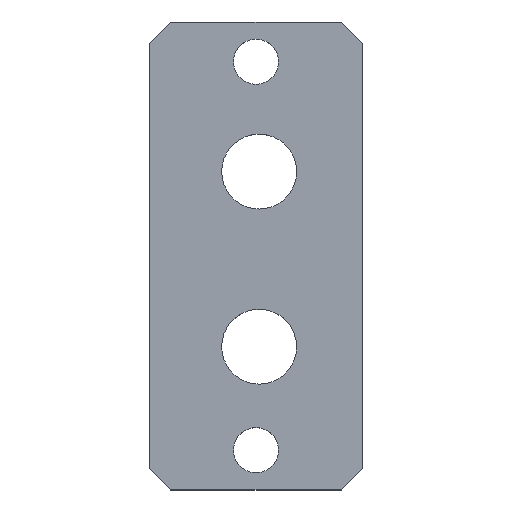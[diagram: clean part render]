
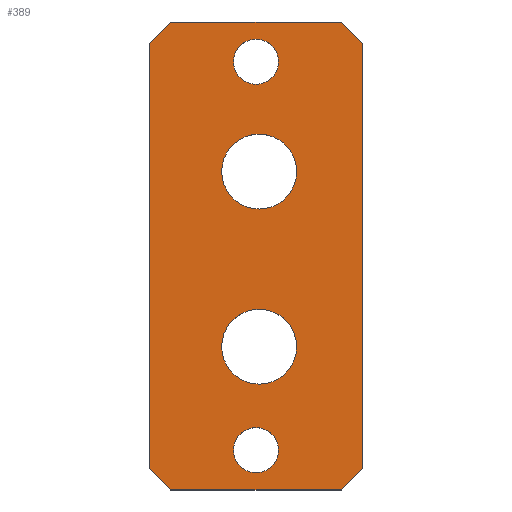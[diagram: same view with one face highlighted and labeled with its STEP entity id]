
A CAD part, top view. The second image highlights one B-rep face of the part: STEP entity #389.
In plain terms, the highlighted planar face has unit normal (0, 0, 1).
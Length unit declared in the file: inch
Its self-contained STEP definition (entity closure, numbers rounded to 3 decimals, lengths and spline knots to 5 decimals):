
#11 = CARTESIAN_POINT ( 'NONE',  ( -0.3263, 1.14627, 0.125 ) ) ;
#14 = CARTESIAN_POINT ( 'NONE',  ( -0.8288, 1.14627, 0.125 ) ) ;
#15 = VERTEX_POINT ( 'NONE', #576 ) ;
#19 = CARTESIAN_POINT ( 'NONE',  ( -0.8288, 2.15127, 0.125 ) ) ;
#20 = DIRECTION ( 'NONE',  ( 1., 0., 0. ) ) ;
#23 = CARTESIAN_POINT ( 'NONE',  ( -0.57755, 1.19002, 0.125 ) ) ;
#35 = CARTESIAN_POINT ( 'NONE',  ( -1.49003, 1.49003, 0.125 ) ) ;
#43 = LINE ( 'NONE', #35, #981 ) ;
#55 = LINE ( 'NONE', #61, #151 ) ;
#61 = CARTESIAN_POINT ( 'NONE',  ( -0.73628, 0.73628, 0.125 ) ) ;
#65 = CARTESIAN_POINT ( 'NONE',  ( -0.3263, 1.09627, 0.125 ) ) ;
#68 = CARTESIAN_POINT ( 'NONE',  ( 0., 0., 0.125 ) ) ;
#70 = CARTESIAN_POINT ( 'NONE',  ( -0.57755, 1.19002, 0.125 ) ) ;
#71 = VECTOR ( 'NONE', #239, 39.37008 ) ;
#77 = EDGE_LOOP ( 'NONE', ( #236, #242 ) ) ;
#78 = CARTESIAN_POINT ( 'NONE',  ( -0.65855, 1.84804, 0.125 ) ) ;
#83 = ORIENTED_EDGE ( 'NONE', *, *, #500, .T. ) ;
#86 = CARTESIAN_POINT ( 'NONE',  ( -0.57755, 2.10752, 0.125 ) ) ;
#103 = EDGE_LOOP ( 'NONE', ( #969, #949, #773, #83, #963, #387, #568, #817 ) ) ;
#104 = LINE ( 'NONE', #980, #401 ) ;
#119 = EDGE_CURVE ( 'NONE', #665, #482, #159, .T. ) ;
#129 = EDGE_CURVE ( 'NONE', #181, #475, #1009, .T. ) ;
#131 = VERTEX_POINT ( 'NONE', #78 ) ;
#133 = CARTESIAN_POINT ( 'NONE',  ( -0.3763, 2.20127, 0.125 ) ) ;
#150 = LINE ( 'NONE', #65, #470 ) ;
#151 = VECTOR ( 'NONE', #742, 39.37008 ) ;
#159 = LINE ( 'NONE', #782, #71 ) ;
#164 = DIRECTION ( 'NONE',  ( 1., 0., 0. ) ) ;
#165 = EDGE_CURVE ( 'NONE', #523, #805, #638, .T. ) ;
#166 = CIRCLE ( 'NONE', #297, 0.05325 ) ;
#168 = CARTESIAN_POINT ( 'NONE',  ( -0.65855, 1.43449, 0.125 ) ) ;
#169 = ORIENTED_EDGE ( 'NONE', *, *, #541, .F. ) ;
#181 = VERTEX_POINT ( 'NONE', #446 ) ;
#187 = EDGE_LOOP ( 'NONE', ( #600, #269 ) ) ;
#193 = DIRECTION ( 'NONE',  ( 0., 0., 1. ) ) ;
#211 = DIRECTION ( 'NONE',  ( 0., 0., 1. ) ) ;
#223 = EDGE_CURVE ( 'NONE', #895, #858, #55, .T. ) ;
#224 = CARTESIAN_POINT ( 'NONE',  ( -0.3763, 1.09627, 0.125 ) ) ;
#234 = DIRECTION ( 'NONE',  ( 1., 0., 0. ) ) ;
#236 = ORIENTED_EDGE ( 'NONE', *, *, #345, .F. ) ;
#239 = DIRECTION ( 'NONE',  ( 0., -1., 0. ) ) ;
#242 = ORIENTED_EDGE ( 'NONE', *, *, #385, .F. ) ;
#251 = CIRCLE ( 'NONE', #823, 0.0885 ) ;
#260 = DIRECTION ( 'NONE',  ( -0.707, -0.707, 0. ) ) ;
#261 = VERTEX_POINT ( 'NONE', #292 ) ;
#269 = ORIENTED_EDGE ( 'NONE', *, *, #341, .F. ) ;
#278 = CARTESIAN_POINT ( 'NONE',  ( -0.6308, 1.19002, 0.125 ) ) ;
#281 = DIRECTION ( 'NONE',  ( 0., 0., 1. ) ) ;
#291 = EDGE_CURVE ( 'NONE', #858, #15, #150, .T. ) ;
#292 = CARTESIAN_POINT ( 'NONE',  ( -0.48155, 1.84804, 0.125 ) ) ;
#295 = DIRECTION ( 'NONE',  ( 1., 0., 0. ) ) ;
#297 = AXIS2_PLACEMENT_3D ( 'NONE', #23, #567, #164 ) ;
#303 = DIRECTION ( 'NONE',  ( 0., 1., 0. ) ) ;
#316 = DIRECTION ( 'NONE',  ( 0.707, -0.707, 0. ) ) ;
#329 = AXIS2_PLACEMENT_3D ( 'NONE', #519, #281, #434 ) ;
#335 = VERTEX_POINT ( 'NONE', #764 ) ;
#341 = EDGE_CURVE ( 'NONE', #475, #181, #919, .T. ) ;
#345 = EDGE_CURVE ( 'NONE', #733, #626, #755, .T. ) ;
#361 = AXIS2_PLACEMENT_3D ( 'NONE', #70, #691, #234 ) ;
#374 = PLANE ( 'NONE',  #870 ) ;
#378 = DIRECTION ( 'NONE',  ( 1., 0., 0. ) ) ;
#381 = DIRECTION ( 'NONE',  ( 1., 0., 0. ) ) ;
#385 = EDGE_CURVE ( 'NONE', #626, #733, #166, .T. ) ;
#387 = ORIENTED_EDGE ( 'NONE', *, *, #223, .T. ) ;
#389 = ADVANCED_FACE ( 'NONE', ( #646, #656, #971, #538, #1019 ), #374, .T. ) ;
#390 = EDGE_LOOP ( 'NONE', ( #169, #442 ) ) ;
#393 = CARTESIAN_POINT ( 'NONE',  ( -0.3263, 2.20127, 0.125 ) ) ;
#397 = EDGE_CURVE ( 'NONE', #261, #131, #937, .T. ) ;
#401 = VECTOR ( 'NONE', #404, 39.37008 ) ;
#404 = DIRECTION ( 'NONE',  ( 1., 0., 0. ) ) ;
#411 = LINE ( 'NONE', #719, #613 ) ;
#430 = AXIS2_PLACEMENT_3D ( 'NONE', #86, #452, #381 ) ;
#433 = VECTOR ( 'NONE', #628, 39.37008 ) ;
#434 = DIRECTION ( 'NONE',  ( 1., 0., 0. ) ) ;
#442 = ORIENTED_EDGE ( 'NONE', *, *, #397, .F. ) ;
#443 = CARTESIAN_POINT ( 'NONE',  ( -0.57005, 1.43449, 0.125 ) ) ;
#446 = CARTESIAN_POINT ( 'NONE',  ( -0.6308, 2.10752, 0.125 ) ) ;
#452 = DIRECTION ( 'NONE',  ( 0., 0., 1. ) ) ;
#453 = CARTESIAN_POINT ( 'NONE',  ( -0.48155, 1.43449, 0.125 ) ) ;
#464 = DIRECTION ( 'NONE',  ( 1., 0., 0. ) ) ;
#470 = VECTOR ( 'NONE', #303, 39.37008 ) ;
#475 = VERTEX_POINT ( 'NONE', #781 ) ;
#482 = VERTEX_POINT ( 'NONE', #14 ) ;
#500 = EDGE_CURVE ( 'NONE', #482, #335, #411, .T. ) ;
#519 = CARTESIAN_POINT ( 'NONE',  ( -0.57005, 1.43449, 0.125 ) ) ;
#523 = VERTEX_POINT ( 'NONE', #168 ) ;
#532 = CARTESIAN_POINT ( 'NONE',  ( -0.57005, 1.84804, 0.125 ) ) ;
#535 = CARTESIAN_POINT ( 'NONE',  ( 0.91249, 0.91249, 0.125 ) ) ;
#538 = FACE_BOUND ( 'NONE', #187, .T. ) ;
#541 = EDGE_CURVE ( 'NONE', #131, #261, #1012, .T. ) ;
#567 = DIRECTION ( 'NONE',  ( 0., 0., 1. ) ) ;
#568 = ORIENTED_EDGE ( 'NONE', *, *, #291, .T. ) ;
#573 = VERTEX_POINT ( 'NONE', #133 ) ;
#576 = CARTESIAN_POINT ( 'NONE',  ( -0.3263, 2.15127, 0.125 ) ) ;
#594 = DIRECTION ( 'NONE',  ( 1., 0., 0. ) ) ;
#597 = DIRECTION ( 'NONE',  ( 0., 0., 1. ) ) ;
#600 = ORIENTED_EDGE ( 'NONE', *, *, #129, .F. ) ;
#613 = VECTOR ( 'NONE', #316, 39.37008 ) ;
#626 = VERTEX_POINT ( 'NONE', #891 ) ;
#628 = DIRECTION ( 'NONE',  ( -0.707, 0.707, 0. ) ) ;
#638 = CIRCLE ( 'NONE', #329, 0.0885 ) ;
#639 = DIRECTION ( 'NONE',  ( -1., 0., 0. ) ) ;
#646 = FACE_BOUND ( 'NONE', #934, .T. ) ;
#647 = EDGE_CURVE ( 'NONE', #335, #895, #104, .T. ) ;
#654 = EDGE_CURVE ( 'NONE', #883, #665, #43, .T. ) ;
#656 = FACE_BOUND ( 'NONE', #390, .T. ) ;
#665 = VERTEX_POINT ( 'NONE', #19 ) ;
#669 = DIRECTION ( 'NONE',  ( 0., 0., 1. ) ) ;
#691 = DIRECTION ( 'NONE',  ( 0., 0., 1. ) ) ;
#711 = CARTESIAN_POINT ( 'NONE',  ( -0.57005, 1.84804, 0.125 ) ) ;
#719 = CARTESIAN_POINT ( 'NONE',  ( 0.15874, 0.15874, 0.125 ) ) ;
#723 = CARTESIAN_POINT ( 'NONE',  ( -0.7788, 2.20127, 0.125 ) ) ;
#731 = ORIENTED_EDGE ( 'NONE', *, *, #165, .F. ) ;
#733 = VERTEX_POINT ( 'NONE', #278 ) ;
#742 = DIRECTION ( 'NONE',  ( 0.707, 0.707, 0. ) ) ;
#755 = CIRCLE ( 'NONE', #361, 0.05325 ) ;
#757 = VECTOR ( 'NONE', #639, 39.37008 ) ;
#764 = CARTESIAN_POINT ( 'NONE',  ( -0.7788, 1.09627, 0.125 ) ) ;
#773 = ORIENTED_EDGE ( 'NONE', *, *, #119, .T. ) ;
#781 = CARTESIAN_POINT ( 'NONE',  ( -0.5243, 2.10752, 0.125 ) ) ;
#782 = CARTESIAN_POINT ( 'NONE',  ( -0.8288, 2.20127, 0.125 ) ) ;
#783 = EDGE_CURVE ( 'NONE', #805, #523, #251, .T. ) ;
#799 = EDGE_CURVE ( 'NONE', #573, #883, #877, .T. ) ;
#805 = VERTEX_POINT ( 'NONE', #453 ) ;
#817 = ORIENTED_EDGE ( 'NONE', *, *, #873, .T. ) ;
#823 = AXIS2_PLACEMENT_3D ( 'NONE', #443, #669, #594 ) ;
#836 = AXIS2_PLACEMENT_3D ( 'NONE', #989, #597, #464 ) ;
#858 = VERTEX_POINT ( 'NONE', #11 ) ;
#870 = AXIS2_PLACEMENT_3D ( 'NONE', #68, #211, #295 ) ;
#873 = EDGE_CURVE ( 'NONE', #15, #573, #924, .T. ) ;
#877 = LINE ( 'NONE', #393, #757 ) ;
#883 = VERTEX_POINT ( 'NONE', #723 ) ;
#891 = CARTESIAN_POINT ( 'NONE',  ( -0.5243, 1.19002, 0.125 ) ) ;
#895 = VERTEX_POINT ( 'NONE', #224 ) ;
#904 = AXIS2_PLACEMENT_3D ( 'NONE', #711, #936, #20 ) ;
#919 = CIRCLE ( 'NONE', #430, 0.05325 ) ;
#924 = LINE ( 'NONE', #535, #433 ) ;
#934 = EDGE_LOOP ( 'NONE', ( #731, #973 ) ) ;
#936 = DIRECTION ( 'NONE',  ( 0., 0., 1. ) ) ;
#937 = CIRCLE ( 'NONE', #1011, 0.0885 ) ;
#949 = ORIENTED_EDGE ( 'NONE', *, *, #654, .T. ) ;
#963 = ORIENTED_EDGE ( 'NONE', *, *, #647, .T. ) ;
#969 = ORIENTED_EDGE ( 'NONE', *, *, #799, .T. ) ;
#971 = FACE_BOUND ( 'NONE', #77, .T. ) ;
#973 = ORIENTED_EDGE ( 'NONE', *, *, #783, .F. ) ;
#980 = CARTESIAN_POINT ( 'NONE',  ( -0.8288, 1.09627, 0.125 ) ) ;
#981 = VECTOR ( 'NONE', #260, 39.37008 ) ;
#989 = CARTESIAN_POINT ( 'NONE',  ( -0.57755, 2.10752, 0.125 ) ) ;
#1009 = CIRCLE ( 'NONE', #836, 0.05325 ) ;
#1011 = AXIS2_PLACEMENT_3D ( 'NONE', #532, #193, #378 ) ;
#1012 = CIRCLE ( 'NONE', #904, 0.0885 ) ;
#1019 = FACE_OUTER_BOUND ( 'NONE', #103, .T. ) ;
